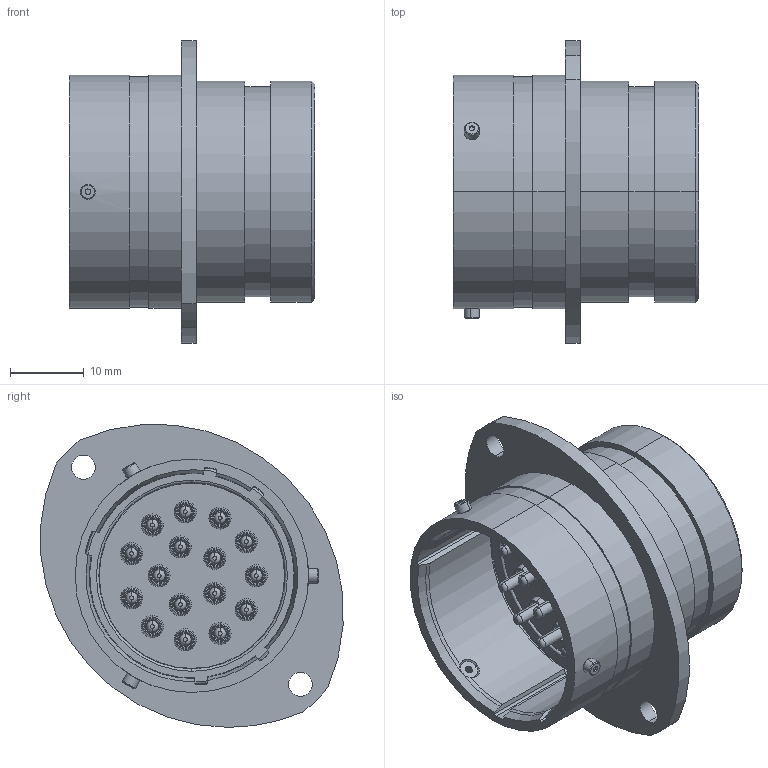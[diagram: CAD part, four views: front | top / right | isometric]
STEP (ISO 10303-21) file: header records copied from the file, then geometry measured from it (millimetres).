
FILE_DESCRIPTION (( 'STEP AP214' ), '1' );
FILE_NAME ('AS020-16PD.STEP', '2022-02-01T13:51:22', ( '' ), ( '' ), 'SwSTEP 2.0', 'SolidWorks 2020', '' );
FILE_SCHEMA (( 'AUTOMOTIVE_DESIGN' ));
Length unit declared in the file: millimetre
Products named in the file (1): AS020-16PD
Bounding box: 33.31 x 40.96 x 41.04 mm (x, y, z)
Volume: 15435.5 mm3; surface area: 16128.3 mm2
Topology: 26 solids, 26 shells, 1016 faces, 2165 edges, 1276 vertices
Faces by surface type: cylinder 363, torus 340, plane 151, cone 148, sphere 14
Entity records: 39560 total; most frequent: DIRECTION 5732, CARTESIAN_POINT 4791, ORIENTED_EDGE 4318, AXIS2_PLACEMENT_3D 2596, EDGE_CURVE 2159, CIRCLE 1579, VERTEX_POINT 1276, EDGE_LOOP 1209
